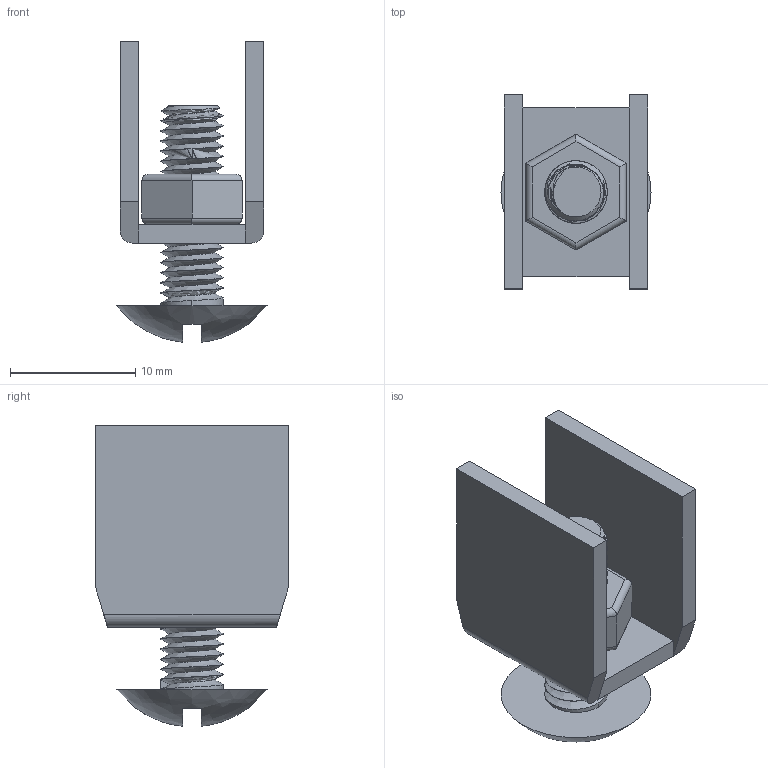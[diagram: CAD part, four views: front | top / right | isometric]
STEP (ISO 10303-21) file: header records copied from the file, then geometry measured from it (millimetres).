
FILE_DESCRIPTION(/* description */ (''),/* implementation_level */ '2;1');
FILE_NAME(/* name */ '9108.stp',/* time_stamp */ '2019-09-09T10:22:30+02:00',/* author */ ('DBARI'),/* organization */ (''),/* preprocessor_version */ 'ST-DEVELOPER v17.2',/* originating_system */ 'Autodesk Inventor 2019',/* authorisation */ '');
FILE_SCHEMA (('AUTOMOTIVE_DESIGN { 1 0 10303 214 3 1 1 }'));
Length unit declared in the file: millimetre
Products named in the file (4): 9108; 9108 ECROU; 9108_1; 9108 VIS
Assembly tree (3 placements, depth 2):
  9108
    9108 ECROU
    9108_1
    9108 VIS
Bounding box: 12 x 15.5 x 24.03 mm (x, y, z)
Volume: 1464.4 mm3; surface area: 2319.9 mm2
Topology: 3 solids, 3 shells, 81 faces, 201 edges, 127 vertices
Faces by surface type: cylinder 39, plane 38, bspline 3, cone 1
Full cylindrical faces by diameter (mm): 4.134 x1, 5 x21, 5.5 x1
Entity records: 4616 total; most frequent: CARTESIAN_POINT 2620, ORIENTED_EDGE 402, DIRECTION 351, EDGE_CURVE 201, VERTEX_POINT 127, AXIS2_PLACEMENT_3D 118, LINE 115, VECTOR 115
